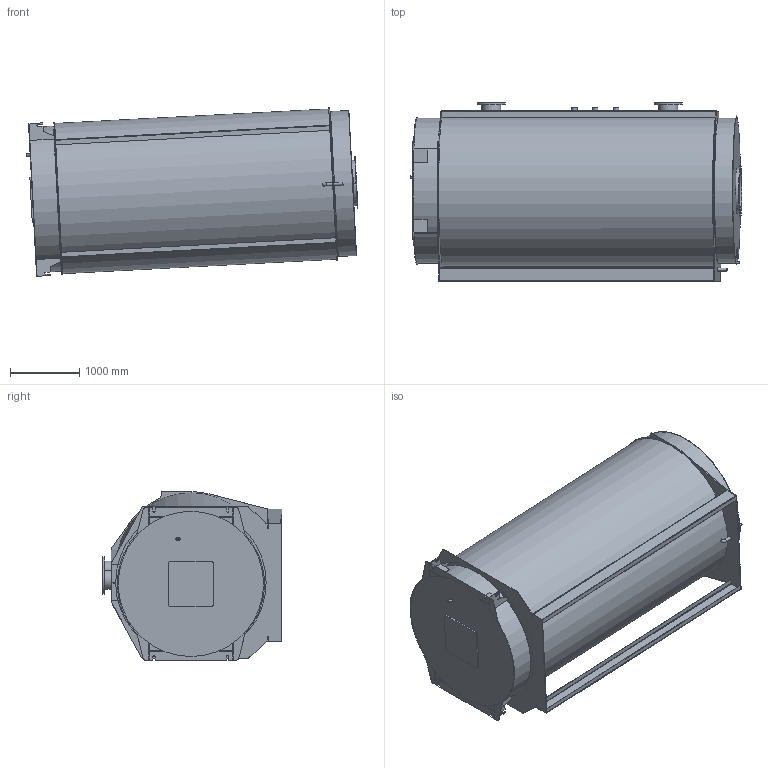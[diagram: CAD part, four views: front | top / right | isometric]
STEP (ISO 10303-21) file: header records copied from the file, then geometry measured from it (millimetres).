
FILE_DESCRIPTION(/* description */ (''),/* implementation_level */ '2;1');
FILE_NAME(/* name */ 'Сборка 5000.stp',/* time_stamp */ '2022-05-12T17:16:13+07:00',/* author */ ('Urchenko'),/* organization */ (''),/* preprocessor_version */ 'ST-DEVELOPER v18',/* originating_system */ 'Autodesk Inventor 2020',/* authorisation */ '');
FILE_SCHEMA (('AUTOMOTIVE_DESIGN { 1 0 10303 214 3 1 1 }'));
Length unit declared in the file: millimetre
Products named in the file (5): Сборка 5000; 5000 Корпус; Дверь задняя 
5000-6000; Дверь фронтовая 
5000-6000; Фланец 1-250-16-1 ГОСТ 
12820-80
Assembly tree (5 placements, depth 2):
  Сборка 5000
    5000 Корпус
    Дверь задняя 
5000-6000
    Дверь фронтовая 
5000-6000
    Фланец 1-250-16-1 ГОСТ 
12820-80  x2
Bounding box: 4777.29 x 2578 x 2425.75 mm (x, y, z)
Volume: 16931071011.2 mm3; surface area: 71041337.2 mm2
Topology: 8 solids, 10 shells, 370 faces, 1141 edges, 773 vertices
Faces by surface type: plane 217, cylinder 148, bspline 2, cone 2, torus 1
Full cylindrical faces by diameter (mm): 25 x1, 26 x25, 42 x2, 50 x1, 76 x3, 160 x1, 273 x6, 405 x2, 644 x1, 650 x2, 750 x1, 2072 x1, 2074 x1, 2090 x1, 2092 x1
Entity records: 13113 total; most frequent: CARTESIAN_POINT 2940, ORIENTED_EDGE 2166, DIRECTION 2044, EDGE_CURVE 1085, VERTEX_POINT 733, LINE 702, VECTOR 702, AXIS2_PLACEMENT_3D 671
